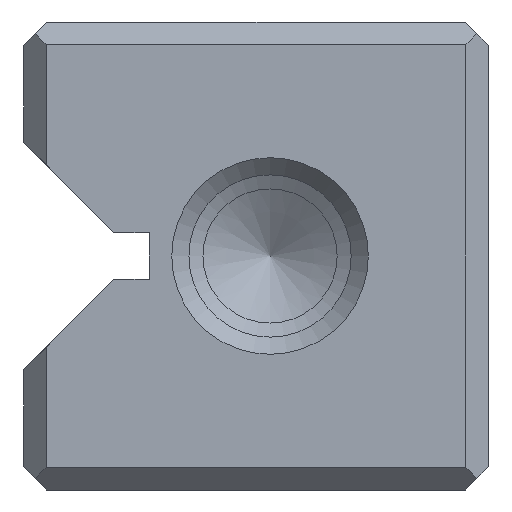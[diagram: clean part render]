
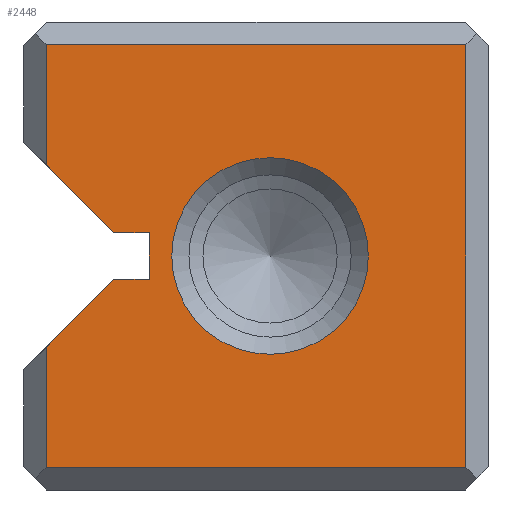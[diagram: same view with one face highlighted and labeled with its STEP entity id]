
A CAD part, left-side view. The second image highlights one B-rep face of the part: STEP entity #2448.
In plain terms, the highlighted planar face has unit normal (-1, 0, 0).
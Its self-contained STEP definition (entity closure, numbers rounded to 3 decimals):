
#2448=ADVANCED_FACE('',(#3136,#3137),#2812,.T.);
#2812=PLANE('',#8544);
#3052=CIRCLE('',#8543,3.15);
#3136=FACE_BOUND('',#3296,.T.);
#3137=FACE_BOUND('',#3297,.T.);
#3296=EDGE_LOOP('',(#4142));
#3297=EDGE_LOOP('',(#4143,#4144,#4145,#4146,#4147,#4148,#4149,#4150,#4151,
#4152));
#4142=ORIENTED_EDGE('',*,*,#6555,.T.);
#4143=ORIENTED_EDGE('',*,*,#6556,.T.);
#4144=ORIENTED_EDGE('',*,*,#6557,.T.);
#4145=ORIENTED_EDGE('',*,*,#6558,.T.);
#4146=ORIENTED_EDGE('',*,*,#6559,.T.);
#4147=ORIENTED_EDGE('',*,*,#6560,.T.);
#4148=ORIENTED_EDGE('',*,*,#6561,.T.);
#4149=ORIENTED_EDGE('',*,*,#6562,.T.);
#4150=ORIENTED_EDGE('',*,*,#6563,.F.);
#4151=ORIENTED_EDGE('',*,*,#6564,.F.);
#4152=ORIENTED_EDGE('',*,*,#6565,.T.);
#5936=VERTEX_POINT('',#10906);
#5937=VERTEX_POINT('',#10908);
#5938=VERTEX_POINT('',#10909);
#5939=VERTEX_POINT('',#10911);
#5940=VERTEX_POINT('',#10913);
#5941=VERTEX_POINT('',#10915);
#5942=VERTEX_POINT('',#10917);
#5943=VERTEX_POINT('',#10919);
#5944=VERTEX_POINT('',#10921);
#5945=VERTEX_POINT('',#10923);
#5946=VERTEX_POINT('',#10925);
#6555=EDGE_CURVE('',#5936,#5936,#3052,.T.);
#6556=EDGE_CURVE('',#5937,#5938,#7368,.T.);
#6557=EDGE_CURVE('',#5938,#5939,#7369,.T.);
#6558=EDGE_CURVE('',#5939,#5940,#7370,.T.);
#6559=EDGE_CURVE('',#5940,#5941,#7371,.T.);
#6560=EDGE_CURVE('',#5941,#5942,#7372,.T.);
#6561=EDGE_CURVE('',#5942,#5943,#7373,.T.);
#6562=EDGE_CURVE('',#5943,#5944,#7374,.T.);
#6563=EDGE_CURVE('',#5945,#5944,#7375,.T.);
#6564=EDGE_CURVE('',#5946,#5945,#7376,.T.);
#6565=EDGE_CURVE('',#5946,#5937,#7377,.T.);
#7368=LINE('',#10907,#8028);
#7369=LINE('',#10910,#8029);
#7370=LINE('',#10912,#8030);
#7371=LINE('',#10914,#8031);
#7372=LINE('',#10916,#8032);
#7373=LINE('',#10918,#8033);
#7374=LINE('',#10920,#8034);
#7375=LINE('',#10922,#8035);
#7376=LINE('',#10924,#8036);
#7377=LINE('',#10926,#8037);
#8028=VECTOR('',#9042,1.);
#8029=VECTOR('',#9043,1.);
#8030=VECTOR('',#9044,1.);
#8031=VECTOR('',#9045,1.);
#8032=VECTOR('',#9046,1.);
#8033=VECTOR('',#9047,1.);
#8034=VECTOR('',#9048,1.);
#8035=VECTOR('',#9049,1.);
#8036=VECTOR('',#9050,1.);
#8037=VECTOR('',#9051,1.);
#8543=AXIS2_PLACEMENT_3D('',#10905,#9040,#9041);
#8544=AXIS2_PLACEMENT_3D('',#10927,#9052,#9053);
#9040=DIRECTION('',(1.,0.,0.));
#9041=DIRECTION('',(0.,0.,-1.));
#9042=DIRECTION('',(0.,-1.,0.));
#9043=DIRECTION('',(0.,0.,1.));
#9044=DIRECTION('',(0.,1.,0.));
#9045=DIRECTION('',(0.,0.,-1.));
#9046=DIRECTION('',(0.,-0.707,-0.707));
#9047=DIRECTION('',(0.,-1.,0.));
#9048=DIRECTION('',(0.,0.,-1.));
#9049=DIRECTION('',(0.,-1.,0.));
#9050=DIRECTION('',(0.,-0.707,0.707));
#9051=DIRECTION('',(0.,0.,-1.));
#9052=DIRECTION('',(-1.,0.,0.));
#9053=DIRECTION('',(0.,0.,-1.));
#10905=CARTESIAN_POINT('',(0.,7.,7.5));
#10906=CARTESIAN_POINT('',(0.,7.,4.35));
#10907=CARTESIAN_POINT('',(0.,7.45,0.725));
#10908=CARTESIAN_POINT('',(0.,14.175,0.725));
#10909=CARTESIAN_POINT('',(0.,0.725,0.725));
#10910=CARTESIAN_POINT('',(0.,0.725,0.));
#10911=CARTESIAN_POINT('',(0.,0.725,14.275));
#10912=CARTESIAN_POINT('',(0.,7.45,14.275));
#10913=CARTESIAN_POINT('',(0.,14.175,14.275));
#10914=CARTESIAN_POINT('',(0.,14.175,0.));
#10915=CARTESIAN_POINT('',(0.,14.175,10.418));
#10916=CARTESIAN_POINT('',(0.,14.9,11.143));
#10917=CARTESIAN_POINT('',(0.,12.007,8.25));
#10918=CARTESIAN_POINT('',(0.,10.875,8.25));
#10919=CARTESIAN_POINT('',(0.,10.875,8.25));
#10920=CARTESIAN_POINT('',(0.,10.875,8.25));
#10921=CARTESIAN_POINT('',(0.,10.875,6.75));
#10922=CARTESIAN_POINT('',(0.,10.875,6.75));
#10923=CARTESIAN_POINT('',(0.,12.007,6.75));
#10924=CARTESIAN_POINT('',(0.,14.9,3.857));
#10925=CARTESIAN_POINT('',(0.,14.175,4.582));
#10926=CARTESIAN_POINT('',(0.,14.175,0.));
#10927=CARTESIAN_POINT('',(0.,7.45,0.));
